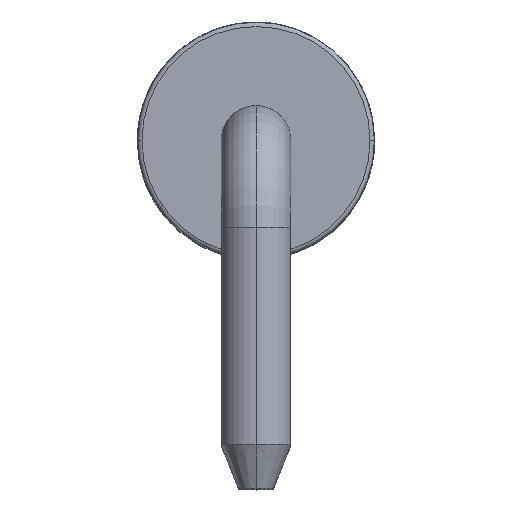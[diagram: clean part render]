
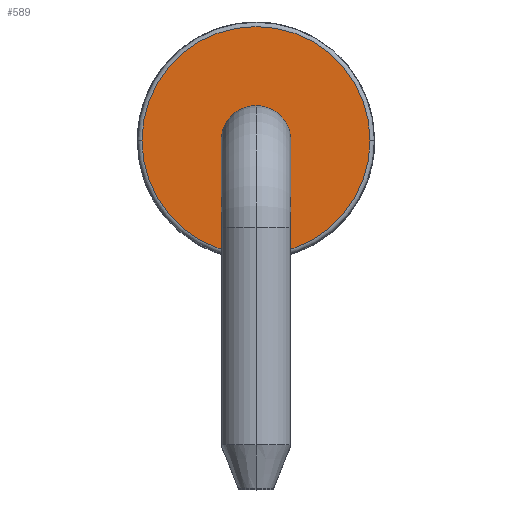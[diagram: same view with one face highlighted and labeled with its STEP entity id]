
A CAD part, top view. The second image highlights one B-rep face of the part: STEP entity #589.
In plain terms, the highlighted planar face has unit normal (0, 0, 1).
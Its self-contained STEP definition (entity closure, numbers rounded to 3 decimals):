
#3 = FACE_BOUND ( 'NONE', #441, .T. ) ;
#24 = EDGE_CURVE ( 'NONE', #164, #363, #432, .T. ) ;
#28 = FACE_OUTER_BOUND ( 'NONE', #283, .T. ) ;
#53 = VERTEX_POINT ( 'NONE', #318 ) ;
#71 = AXIS2_PLACEMENT_3D ( 'NONE', #546, #77, #636 ) ;
#75 = DIRECTION ( 'NONE',  ( 1., 0., 0. ) ) ;
#77 = DIRECTION ( 'NONE',  ( 0., 0., 1. ) ) ;
#113 = AXIS2_PLACEMENT_3D ( 'NONE', #1039, #544, #75 ) ;
#116 = CARTESIAN_POINT ( 'NONE',  ( 1.31, 3., 3.875 ) ) ;
#124 = AXIS2_PLACEMENT_3D ( 'NONE', #863, #382, #944 ) ;
#151 = DIRECTION ( 'NONE',  ( 0., 0., 1. ) ) ;
#164 = VERTEX_POINT ( 'NONE', #567 ) ;
#166 = AXIS2_PLACEMENT_3D ( 'NONE', #635, #151, #712 ) ;
#198 = CIRCLE ( 'NONE', #570, 0.4 ) ;
#225 = ORIENTED_EDGE ( 'NONE', *, *, #419, .T. ) ;
#283 = EDGE_LOOP ( 'NONE', ( #225, #383 ) ) ;
#318 = CARTESIAN_POINT ( 'NONE',  ( -1.31, 3., 3.875 ) ) ;
#329 = EDGE_CURVE ( 'NONE', #363, #164, #198, .T. ) ;
#330 = CARTESIAN_POINT ( 'NONE',  ( 0., 3., 3.875 ) ) ;
#363 = VERTEX_POINT ( 'NONE', #1019 ) ;
#382 = DIRECTION ( 'NONE',  ( 0., 0., 1. ) ) ;
#383 = ORIENTED_EDGE ( 'NONE', *, *, #901, .T. ) ;
#410 = DIRECTION ( 'NONE',  ( 1., 0., 0. ) ) ;
#419 = EDGE_CURVE ( 'NONE', #747, #53, #682, .T. ) ;
#432 = CIRCLE ( 'NONE', #113, 0.4 ) ;
#441 = EDGE_LOOP ( 'NONE', ( #647, #1032 ) ) ;
#544 = DIRECTION ( 'NONE',  ( 0., 0., -1. ) ) ;
#546 = CARTESIAN_POINT ( 'NONE',  ( 0., 3., 3.875 ) ) ;
#567 = CARTESIAN_POINT ( 'NONE',  ( 0., 2.6, 3.875 ) ) ;
#570 = AXIS2_PLACEMENT_3D ( 'NONE', #330, #892, #410 ) ;
#589 = ADVANCED_FACE ( 'NONE', ( #28, #3 ), #868, .T. ) ;
#635 = CARTESIAN_POINT ( 'NONE',  ( 0., 3., 3.875 ) ) ;
#636 = DIRECTION ( 'NONE',  ( 1., 0., 0. ) ) ;
#647 = ORIENTED_EDGE ( 'NONE', *, *, #329, .T. ) ;
#682 = CIRCLE ( 'NONE', #124, 1.31 ) ;
#699 = CIRCLE ( 'NONE', #71, 1.31 ) ;
#712 = DIRECTION ( 'NONE',  ( 1., 0., 0. ) ) ;
#747 = VERTEX_POINT ( 'NONE', #116 ) ;
#863 = CARTESIAN_POINT ( 'NONE',  ( 0., 3., 3.875 ) ) ;
#868 = PLANE ( 'NONE',  #166 ) ;
#892 = DIRECTION ( 'NONE',  ( 0., 0., -1. ) ) ;
#901 = EDGE_CURVE ( 'NONE', #53, #747, #699, .T. ) ;
#944 = DIRECTION ( 'NONE',  ( 1., 0., 0. ) ) ;
#1019 = CARTESIAN_POINT ( 'NONE',  ( 0., 3.4, 3.875 ) ) ;
#1032 = ORIENTED_EDGE ( 'NONE', *, *, #24, .T. ) ;
#1039 = CARTESIAN_POINT ( 'NONE',  ( 0., 3., 3.875 ) ) ;
